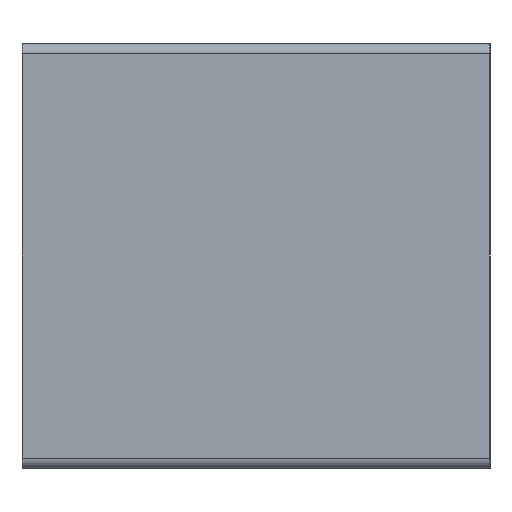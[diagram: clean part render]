
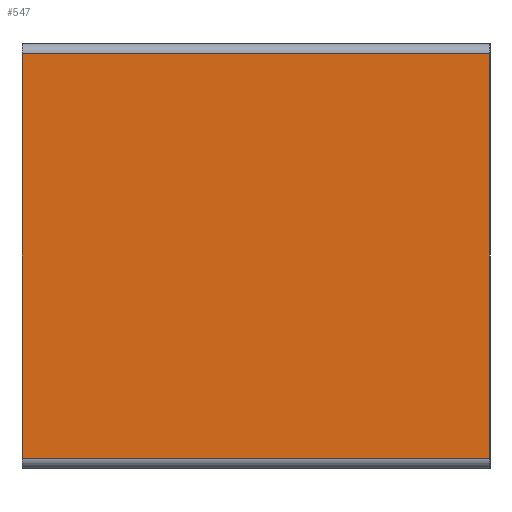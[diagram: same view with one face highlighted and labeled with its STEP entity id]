
A CAD part, left-side view. The second image highlights one B-rep face of the part: STEP entity #547.
In plain terms, the highlighted planar face has unit normal (-1, 0, 0).
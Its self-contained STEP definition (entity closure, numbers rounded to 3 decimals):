
#46=PLANE('',#616);
#76=FACE_OUTER_BOUND('',#114,.T.);
#114=EDGE_LOOP('',(#483,#484,#485,#486));
#153=LINE('',#891,#202);
#166=LINE('',#930,#215);
#167=LINE('',#932,#216);
#168=LINE('',#933,#217);
#202=VECTOR('',#733,10.);
#215=VECTOR('',#772,10.);
#216=VECTOR('',#775,10.);
#217=VECTOR('',#776,10.);
#275=VERTEX_POINT('',#888);
#276=VERTEX_POINT('',#890);
#288=VERTEX_POINT('',#926);
#289=VERTEX_POINT('',#928);
#340=EDGE_CURVE('',#275,#276,#153,.T.);
#360=EDGE_CURVE('',#288,#289,#166,.T.);
#361=EDGE_CURVE('',#288,#275,#167,.T.);
#362=EDGE_CURVE('',#276,#289,#168,.T.);
#483=ORIENTED_EDGE('',*,*,#361,.F.);
#484=ORIENTED_EDGE('',*,*,#360,.T.);
#485=ORIENTED_EDGE('',*,*,#362,.F.);
#486=ORIENTED_EDGE('',*,*,#340,.F.);
#547=ADVANCED_FACE('',(#76),#46,.T.);
#616=AXIS2_PLACEMENT_3D('',#931,#773,#774);
#733=DIRECTION('',(0.,-1.,0.));
#772=DIRECTION('',(0.,-1.,0.));
#773=DIRECTION('center_axis',(-1.,0.,0.));
#774=DIRECTION('ref_axis',(0.,0.,-1.));
#775=DIRECTION('',(0.,0.,1.));
#776=DIRECTION('',(0.,0.,-1.));
#888=CARTESIAN_POINT('',(-20.,0.,9.5));
#890=CARTESIAN_POINT('',(-20.,-22.,9.5));
#891=CARTESIAN_POINT('',(-20.,0.,9.5));
#926=CARTESIAN_POINT('',(-20.,0.,-9.5));
#928=CARTESIAN_POINT('',(-20.,-22.,-9.5));
#930=CARTESIAN_POINT('',(-20.,0.,-9.5));
#931=CARTESIAN_POINT('Origin',(-20.,0.,9.5));
#932=CARTESIAN_POINT('',(-20.,0.,-10.));
#933=CARTESIAN_POINT('',(-20.,-22.,-10.));
